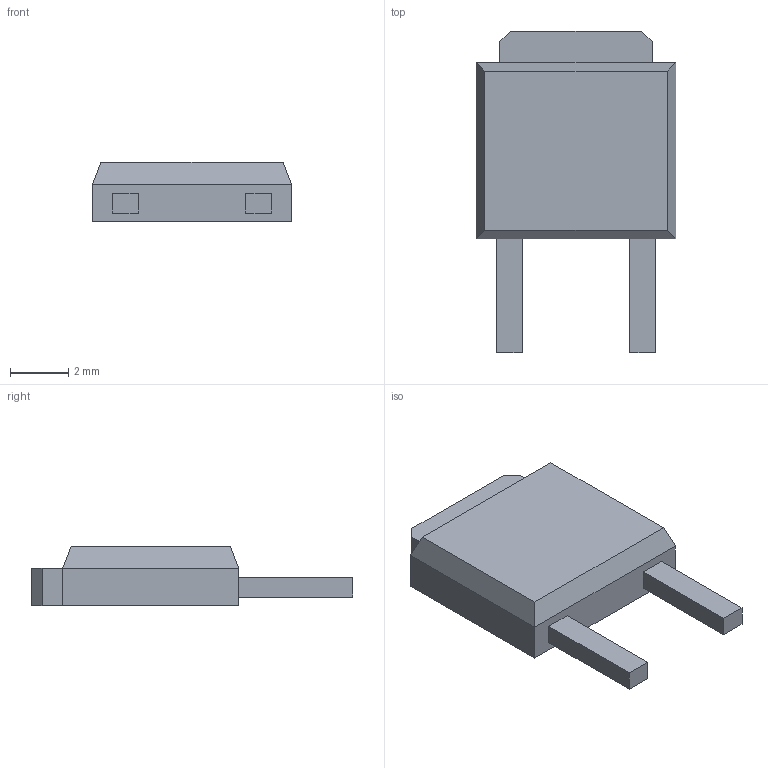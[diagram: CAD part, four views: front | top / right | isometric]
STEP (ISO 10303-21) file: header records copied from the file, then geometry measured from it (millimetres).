
FILE_DESCRIPTION (( 'STEP AP214' ), '1' );
FILE_NAME ('TO-252-2_v1.STEP', '2011-11-14T01:50:41', ( 'University of Washington' ), ( 'CSE' ), 'SwSTEP 2.0', 'SolidWorks 2010', '' );
FILE_SCHEMA (( 'AUTOMOTIVE_DESIGN' ));
Length unit declared in the file: inch
Products named in the file (1): TO-252-2_v1
Bounding box: 6.83 x 11.04 x 2.06 mm (x, y, z)
Volume: 94.1 mm3; surface area: 167.9 mm2
Topology: 2 solids, 2 shells, 28 faces, 63 edges, 40 vertices
Faces by surface type: plane 28
Entity records: 1122 total; most frequent: CARTESIAN_POINT 132, ORIENTED_EDGE 126, DIRECTION 121, LINE 63, VECTOR 63, EDGE_CURVE 63, VERTEX_POINT 40, EDGE_LOOP 29
